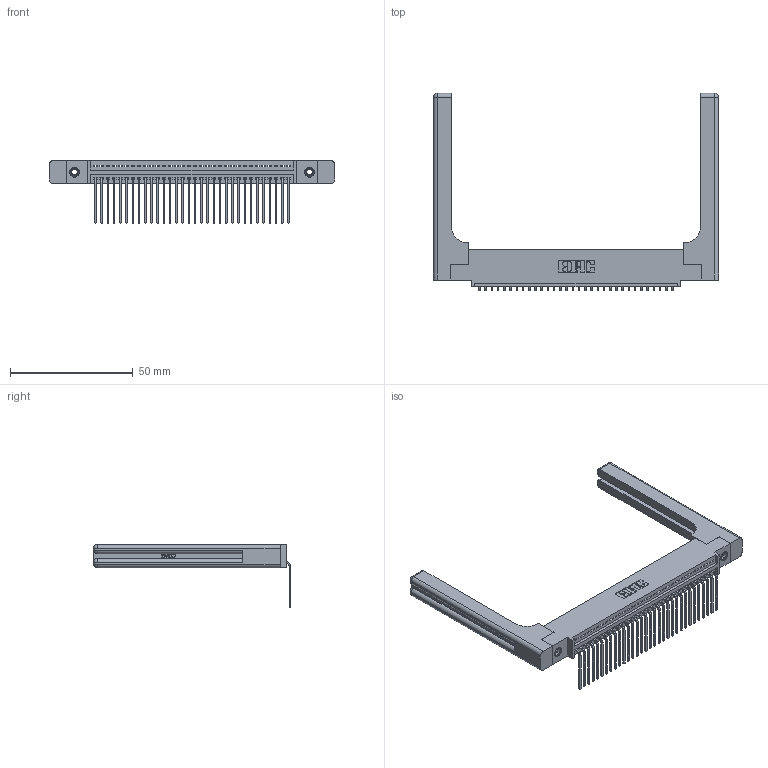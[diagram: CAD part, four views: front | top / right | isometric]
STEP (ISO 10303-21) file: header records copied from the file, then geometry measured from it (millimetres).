
FILE_DESCRIPTION (( 'STEP AP203' ), '1' );
FILE_NAME ('395-032-559-458.STEP', '2019-10-19T15:03:35', ( '' ), ( '' ), 'SwSTEP 2.0', 'SolidWorks 2016', '' );
FILE_SCHEMA (( 'CONFIG_CONTROL_DESIGN' ));
Length unit declared in the file: inch
Products named in the file (5): 345 Part_0.110 Offset - 0.156 Dia-TH; 345-292-001_558 559 Tail - 1; 345-220-058_345-220-058; 345-250-001_345-250-001-102; 395-032-559-458
Assembly tree (37 placements, depth 2):
  395-032-559-458
    345 Part_0.110 Offset - 0.156 Dia-TH
    345-292-001_558 559 Tail - 1  x32
    345-250-001_345-250-001-102  x2
    345-220-058_345-220-058  x2
Bounding box: 116.31 x 80.51 x 25.53 mm (x, y, z)
Volume: 19503.2 mm3; surface area: 20493.7 mm2
Topology: 37 solids, 37 shells, 2306 faces, 6843 edges, 4498 vertices
Faces by surface type: plane 1576, cylinder 670, bspline 36, cone 12, sphere 8, torus 4
Entity records: 30828 total; most frequent: CARTESIAN_POINT 6313, ORIENTED_EDGE 5076, DIRECTION 4474, EDGE_CURVE 2538, LINE 2186, VECTOR 2186, VERTEX_POINT 1682, AXIS2_PLACEMENT_3D 1144
